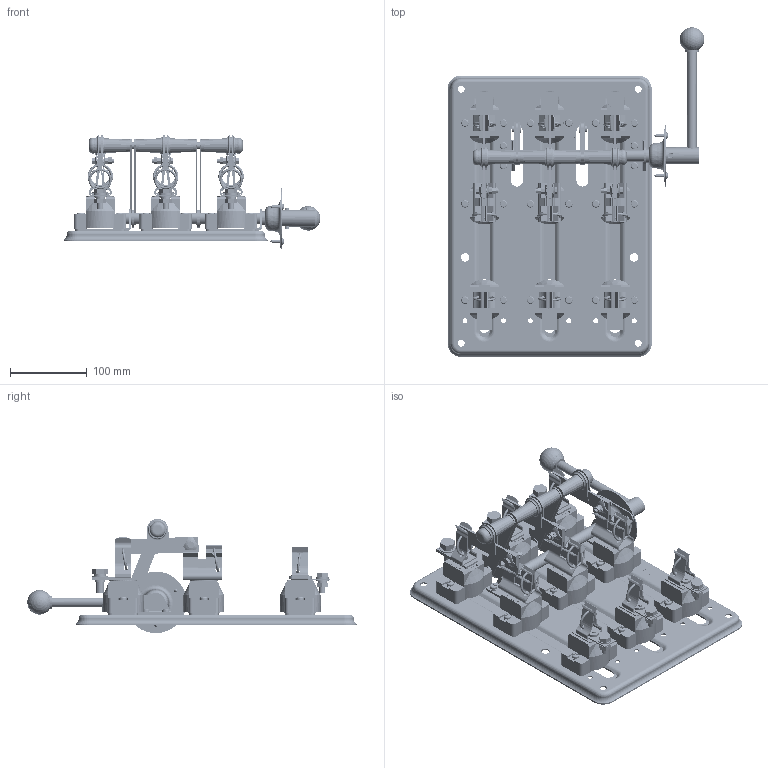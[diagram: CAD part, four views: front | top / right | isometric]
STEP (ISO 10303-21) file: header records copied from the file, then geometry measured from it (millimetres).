
FILE_DESCRIPTION (( 'STEP AP214' ), '1' );
FILE_NAME ('RP-1-1-100 Ðàçúåäèíèòåëü ÐÏÁ-1 100À Ï IEK.STEP', '2018-04-19T07:26:29', ( '' ), ( '' ), 'SwSTEP 2.0', 'SolidWorks 2014', '' );
FILE_SCHEMA (( 'AUTOMOTIVE_DESIGN' ));
Length unit declared in the file: millimetre
Products named in the file (1): RP-1-1-100 Ðàçúåäèíèòåëü ÐÏÁ-1 100À Ï IEK
Bounding box: 333.4 x 427.88 x 148.42 mm (x, y, z)
Volume: 1228120.1 mm3; surface area: 601423.2 mm2
Topology: 22 solids, 27 shells, 3713 faces, 10022 edges, 6539 vertices
Faces by surface type: plane 2485, cylinder 1042, torus 119, cone 43, sphere 16, bspline 8
Full cylindrical faces by diameter (mm): 3 x3, 4 x3, 5 x21, 5.2 x6, 5.3 x9, 5.5 x3, 5.8 x2, 6 x71, 6.1 x12, 6.2 x44, 6.5 x37, 7 x30, 8 x32, 8.4 x8, 8.5 x9, 8.7 x3, 8.8 x1, 9 x10, 9.5 x4, 9.8 x24, 10 x6, 10.2 x3, 10.5 x3, 11 x5, 12 x45, 13.5 x3, 15 x5, 15.2 x2, 17 x6, 17.2 x1
Entity records: 120141 total; most frequent: CARTESIAN_POINT 28569, DIRECTION 18696, ORIENTED_EDGE 18520, EDGE_CURVE 9260, AXIS2_PLACEMENT_3D 6372, VERTEX_POINT 6275, LINE 5952, VECTOR 5952
